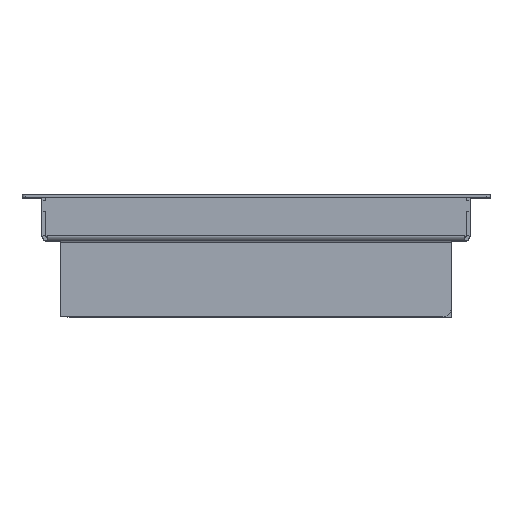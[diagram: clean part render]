
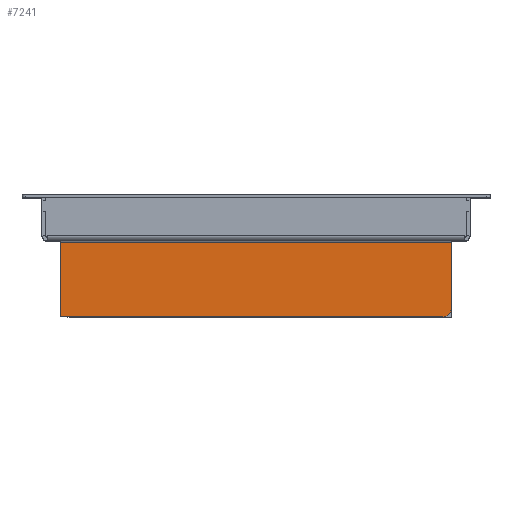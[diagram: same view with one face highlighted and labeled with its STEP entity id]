
A CAD part, top view. The second image highlights one B-rep face of the part: STEP entity #7241.
In plain terms, the highlighted planar face has unit normal (0, 0, 1).
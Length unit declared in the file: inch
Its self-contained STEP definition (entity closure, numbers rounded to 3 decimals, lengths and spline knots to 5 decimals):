
#616 = EDGE_CURVE ( 'NONE', #4921, #4289, #2567, .T. ) ;
#689 = PLANE ( 'NONE',  #13212 ) ;
#1357 = CARTESIAN_POINT ( 'NONE',  ( 4.36024, -0.029, 4.20276 ) ) ;
#1995 = VERTEX_POINT ( 'NONE', #8854 ) ;
#2033 = ORIENTED_EDGE ( 'NONE', *, *, #5481, .T. ) ;
#2267 = LINE ( 'NONE', #17228, #10019 ) ;
#2567 = LINE ( 'NONE', #12932, #6862 ) ;
#3674 = DIRECTION ( 'NONE',  ( 0., 0., 1. ) ) ;
#4070 = CARTESIAN_POINT ( 'NONE',  ( 4.16339, -1.69291, 4.20276 ) ) ;
#4289 = VERTEX_POINT ( 'NONE', #4070 ) ;
#4367 = LINE ( 'NONE', #6756, #11666 ) ;
#4921 = VERTEX_POINT ( 'NONE', #11549 ) ;
#5481 = EDGE_CURVE ( 'NONE', #7672, #4921, #2267, .T. ) ;
#6485 = CARTESIAN_POINT ( 'NONE',  ( -4.36024, -0.029, 4.20276 ) ) ;
#6756 = CARTESIAN_POINT ( 'NONE',  ( 4.36024, -1.69291, 4.20276 ) ) ;
#6862 = VECTOR ( 'NONE', #14414, 39.37008 ) ;
#7241 = ADVANCED_FACE ( 'NONE', ( #9604 ), #689, .T. ) ;
#7672 = VERTEX_POINT ( 'NONE', #6485 ) ;
#8074 = ORIENTED_EDGE ( 'NONE', *, *, #616, .T. ) ;
#8184 = EDGE_CURVE ( 'NONE', #1995, #16707, #4367, .T. ) ;
#8239 = DIRECTION ( 'NONE',  ( 0., 1., 0. ) ) ;
#8531 = CARTESIAN_POINT ( 'NONE',  ( 4.16339, -1.49606, 4.20276 ) ) ;
#8854 = CARTESIAN_POINT ( 'NONE',  ( 4.36024, -1.49606, 4.20276 ) ) ;
#8986 = ORIENTED_EDGE ( 'NONE', *, *, #16185, .T. ) ;
#9604 = FACE_OUTER_BOUND ( 'NONE', #18886, .T. ) ;
#9973 = DIRECTION ( 'NONE',  ( 0., -1., 0. ) ) ;
#10019 = VECTOR ( 'NONE', #12881, 39.37008 ) ;
#11549 = CARTESIAN_POINT ( 'NONE',  ( -4.36024, -1.69291, 4.20276 ) ) ;
#11622 = VECTOR ( 'NONE', #14839, 39.37008 ) ;
#11666 = VECTOR ( 'NONE', #8239, 39.37008 ) ;
#12076 = AXIS2_PLACEMENT_3D ( 'NONE', #8531, #18762, #9973 ) ;
#12402 = CARTESIAN_POINT ( 'NONE',  ( 0., 0., 4.20276 ) ) ;
#12881 = DIRECTION ( 'NONE',  ( 0., -1., 0. ) ) ;
#12932 = CARTESIAN_POINT ( 'NONE',  ( -4.36024, -1.69291, 4.20276 ) ) ;
#13212 = AXIS2_PLACEMENT_3D ( 'NONE', #12402, #3674, #13879 ) ;
#13356 = CARTESIAN_POINT ( 'NONE',  ( 0., -0.029, 4.20276 ) ) ;
#13879 = DIRECTION ( 'NONE',  ( 0., -1., 0. ) ) ;
#14410 = CIRCLE ( 'NONE', #12076, 0.19685 ) ;
#14414 = DIRECTION ( 'NONE',  ( 1., 0., 0. ) ) ;
#14839 = DIRECTION ( 'NONE',  ( -1., 0., 0. ) ) ;
#14939 = ORIENTED_EDGE ( 'NONE', *, *, #15659, .F. ) ;
#15497 = LINE ( 'NONE', #13356, #11622 ) ;
#15659 = EDGE_CURVE ( 'NONE', #1995, #4289, #14410, .T. ) ;
#16185 = EDGE_CURVE ( 'NONE', #16707, #7672, #15497, .T. ) ;
#16707 = VERTEX_POINT ( 'NONE', #1357 ) ;
#17228 = CARTESIAN_POINT ( 'NONE',  ( -4.36024, 0., 4.20276 ) ) ;
#17941 = ORIENTED_EDGE ( 'NONE', *, *, #8184, .T. ) ;
#18762 = DIRECTION ( 'NONE',  ( 0., 0., -1. ) ) ;
#18886 = EDGE_LOOP ( 'NONE', ( #8986, #2033, #8074, #14939, #17941 ) ) ;
